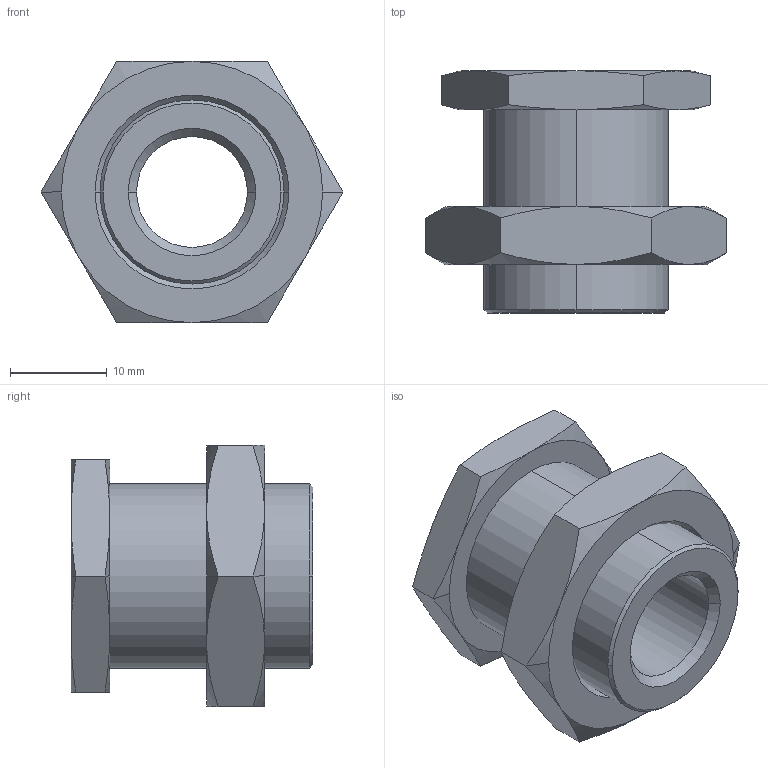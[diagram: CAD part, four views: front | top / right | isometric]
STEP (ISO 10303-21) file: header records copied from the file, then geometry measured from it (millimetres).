
FILE_DESCRIPTION(('STEP AP214'),'1');
FILE_NAME('1817_00_13.stp','2016-07-07T14:25:01',('TraceParts'),('TraceParts S.A.'),'Spatial InterOp 3D',' ',' ');
FILE_SCHEMA(('automotive_design'));
Length unit declared in the file: millimetre
Products named in the file (2): Solide1; Solide2
Bounding box: 31.18 x 25 x 27 mm (x, y, z)
Volume: 7339.2 mm3; surface area: 4746.6 mm2
Topology: 2 solids, 2 shells, 68 faces, 146 edges, 84 vertices
Faces by surface type: cone 42, plane 18, cylinder 8
Entity records: 2361 total; most frequent: CARTESIAN_POINT 396, DIRECTION 298, ORIENTED_EDGE 292, EDGE_CURVE 146, AXIS2_PLACEMENT_3D 130, VERTEX_POINT 84, EDGE_LOOP 74, STYLED_ITEM 70
